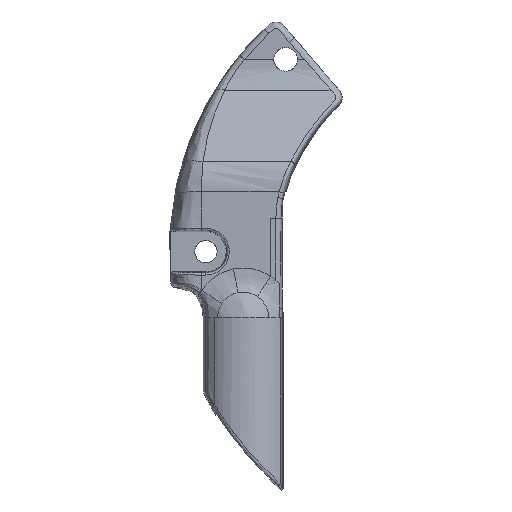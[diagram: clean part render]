
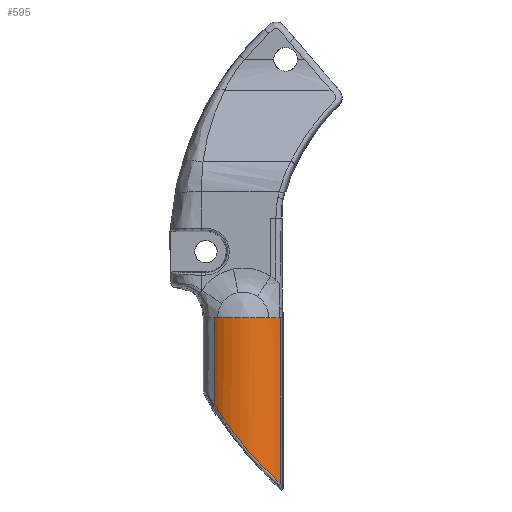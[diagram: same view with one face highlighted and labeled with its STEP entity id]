
A CAD part, top view. The second image highlights one B-rep face of the part: STEP entity #595.
In plain terms, the highlighted cylindrical face has radius 7.483 mm (diameter 14.966 mm), a partial arc.
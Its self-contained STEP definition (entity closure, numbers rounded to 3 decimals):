
#405 = CARTESIAN_POINT ( 'NONE',  ( -9.182, -15.526, 9.114 ) ) ;
#424 = CARTESIAN_POINT ( 'NONE',  ( 1.058, -6.495, 7.939 ) ) ;
#492 = VERTEX_POINT ( 'NONE', #10698 ) ;
#595 = ADVANCED_FACE ( 'NONE', ( #10623 ), #7163, .T. ) ;
#647 = VERTEX_POINT ( 'NONE', #10007 ) ;
#863 = CARTESIAN_POINT ( 'NONE',  ( 1.094, -30.239, 7.894 ) ) ;
#1190 = CARTESIAN_POINT ( 'NONE',  ( 0.984, -6.497, 8.023 ) ) ;
#1262 = EDGE_CURVE ( 'NONE', #8192, #5000, #14211, .T. ) ;
#1264 = CARTESIAN_POINT ( 'NONE',  ( -0.554, -6.495, 9.38 ) ) ;
#1329 = CARTESIAN_POINT ( 'NONE',  ( -2.098, -6.495, 10.201 ) ) ;
#1480 = CARTESIAN_POINT ( 'NONE',  ( -8.667, -6.497, 9.47 ) ) ;
#1621 = CARTESIAN_POINT ( 'NONE',  ( -8.839, -20.585, 9.372 ) ) ;
#1927 = CARTESIAN_POINT ( 'NONE',  ( 1.093, -10.812, 7.894 ) ) ;
#2067 = B_SPLINE_CURVE_WITH_KNOTS ( 'NONE', 3,
 ( #5909, #6207, #424, #8405 ),
 .UNSPECIFIED., .F., .F.,
 ( 4, 4 ),
 ( 0., 1. ),
 .UNSPECIFIED. ) ;
#2405 = AXIS2_PLACEMENT_3D ( 'NONE', #12914, #2663, #7377 ) ;
#2406 = CARTESIAN_POINT ( 'NONE',  ( -0.698, -6.495, 9.47 ) ) ;
#2482 = CARTESIAN_POINT ( 'NONE',  ( 0.61, -6.496, 8.457 ) ) ;
#2620 = CARTESIAN_POINT ( 'NONE',  ( -8.488, -21.139, 9.592 ) ) ;
#2663 = DIRECTION ( 'NONE',  ( 0., 1., 0. ) ) ;
#2756 = CARTESIAN_POINT ( 'NONE',  ( -9.183, -20.041, 9.114 ) ) ;
#2957 = EDGE_CURVE ( 'NONE', #9213, #647, #13060, .T. ) ;
#3922 = VERTEX_POINT ( 'NONE', #9160 ) ;
#4023 = CARTESIAN_POINT ( 'NONE',  ( -9.182, -6.497, 9.115 ) ) ;
#4348 = CARTESIAN_POINT ( 'NONE',  ( 1.093, -7.574, 7.893 ) ) ;
#4828 = CARTESIAN_POINT ( 'NONE',  ( -1.362, -6.495, 9.888 ) ) ;
#4829 = EDGE_CURVE ( 'NONE', #492, #3922, #5964, .T. ) ;
#5000 = VERTEX_POINT ( 'NONE', #13762 ) ;
#5043 = CARTESIAN_POINT ( 'NONE',  ( -5.793, -6.496, 10.571 ) ) ;
#5492 = CARTESIAN_POINT ( 'NONE',  ( 1.093, -28.081, 7.894 ) ) ;
#5909 = CARTESIAN_POINT ( 'NONE',  ( 0.984, -6.497, 8.023 ) ) ;
#5964 = B_SPLINE_CURVE_WITH_KNOTS ( 'NONE', 3,
 ( #1480, #10503, #11735, #11955, #5043, #14234, #13020, #1329, #4828, #9442 ),
 .UNSPECIFIED., .F., .F.,
 ( 4, 2, 2, 2, 4 ),
 ( 0., 0.25, 0.5, 0.75, 1. ),
 .UNSPECIFIED. ) ;
#6037 = EDGE_CURVE ( 'NONE', #3922, #11141, #6549, .T. ) ;
#6186 = CARTESIAN_POINT ( 'NONE',  ( -9.182, -11.011, 9.114 ) ) ;
#6207 = CARTESIAN_POINT ( 'NONE',  ( 1.02, -6.496, 7.98 ) ) ;
#6413 = CARTESIAN_POINT ( 'NONE',  ( 1.093, -8.653, 7.894 ) ) ;
#6488 = CARTESIAN_POINT ( 'NONE',  ( 1.093, -21.605, 7.894 ) ) ;
#6549 = B_SPLINE_CURVE_WITH_KNOTS ( 'NONE', 3,
 ( #2406, #1264, #11817, #7048, #2482, #1190 ),
 .UNSPECIFIED., .F., .F.,
 ( 4, 2, 4 ),
 ( 0., 0.5, 1. ),
 .UNSPECIFIED. ) ;
#6600 = ORIENTED_EDGE ( 'NONE', *, *, #4829, .F. ) ;
#6675 = CARTESIAN_POINT ( 'NONE',  ( -9.182, -6.497, 9.115 ) ) ;
#6750 = CARTESIAN_POINT ( 'NONE',  ( -9.015, -6.497, 9.24 ) ) ;
#7048 = CARTESIAN_POINT ( 'NONE',  ( 0.255, -6.495, 8.771 ) ) ;
#7163 = CYLINDRICAL_SURFACE ( 'NONE', #2405, 7.483 ) ;
#7190 = CARTESIAN_POINT ( 'NONE',  ( 1.092, -32.399, 7.895 ) ) ;
#7254 = CARTESIAN_POINT ( 'NONE',  ( -9.182, -6.497, 9.115 ) ) ;
#7377 = DIRECTION ( 'NONE',  ( 1., 0., 0. ) ) ;
#7403 = CARTESIAN_POINT ( 'NONE',  ( -6.574, -23.916, 10.388 ) ) ;
#7579 = EDGE_CURVE ( 'NONE', #492, #9213, #12193, .T. ) ;
#7815 = CARTESIAN_POINT ( 'NONE',  ( -8.667, -6.497, 9.47 ) ) ;
#8192 = VERTEX_POINT ( 'NONE', #14508 ) ;
#8392 = CARTESIAN_POINT ( 'NONE',  ( -5.29, -25.593, 10.603 ) ) ;
#8405 = CARTESIAN_POINT ( 'NONE',  ( 1.093, -6.494, 7.895 ) ) ;
#8426 = EDGE_CURVE ( 'NONE', #11141, #8192, #2067, .T. ) ;
#8467 = CARTESIAN_POINT ( 'NONE',  ( -0.535, -30.921, 9.802 ) ) ;
#9160 = CARTESIAN_POINT ( 'NONE',  ( -0.698, -6.495, 9.47 ) ) ;
#9213 = VERTEX_POINT ( 'NONE', #4023 ) ;
#9349 = CARTESIAN_POINT ( 'NONE',  ( 0.984, -6.497, 8.023 ) ) ;
#9442 = CARTESIAN_POINT ( 'NONE',  ( -0.698, -6.495, 9.47 ) ) ;
#9821 = ORIENTED_EDGE ( 'NONE', *, *, #7579, .T. ) ;
#10007 = CARTESIAN_POINT ( 'NONE',  ( -9.183, -20.041, 9.114 ) ) ;
#10491 = ORIENTED_EDGE ( 'NONE', *, *, #8426, .F. ) ;
#10503 = CARTESIAN_POINT ( 'NONE',  ( -8.207, -6.497, 9.759 ) ) ;
#10591 = ORIENTED_EDGE ( 'NONE', *, *, #11757, .F. ) ;
#10623 = FACE_OUTER_BOUND ( 'NONE', #13896, .T. ) ;
#10653 = CARTESIAN_POINT ( 'NONE',  ( -9.183, -20.041, 9.114 ) ) ;
#10698 = CARTESIAN_POINT ( 'NONE',  ( -8.667, -6.497, 9.47 ) ) ;
#10951 = CARTESIAN_POINT ( 'NONE',  ( -2.536, -28.882, 10.54 ) ) ;
#11136 = B_SPLINE_CURVE_WITH_KNOTS ( 'NONE', 3,
 ( #7190, #8467, #10951, #13233, #8392, #13018, #7403, #14158, #12018, #2620, #1621, #10653 ),
 .UNSPECIFIED., .F., .F.,
 ( 4, 2, 2, 2, 2, 4 ),
 ( 0., 0.5, 0.625, 0.75, 0.875, 1. ),
 .UNSPECIFIED. ) ;
#11141 = VERTEX_POINT ( 'NONE', #9349 ) ;
#11735 = CARTESIAN_POINT ( 'NONE',  ( -7.674, -6.497, 10.024 ) ) ;
#11757 = EDGE_CURVE ( 'NONE', #5000, #647, #11136, .T. ) ;
#11817 = CARTESIAN_POINT ( 'NONE',  ( -0.326, -6.495, 9.231 ) ) ;
#11955 = CARTESIAN_POINT ( 'NONE',  ( -6.468, -6.496, 10.43 ) ) ;
#12018 = CARTESIAN_POINT ( 'NONE',  ( -7.756, -22.249, 9.971 ) ) ;
#12121 = ORIENTED_EDGE ( 'NONE', *, *, #1262, .F. ) ;
#12193 = B_SPLINE_CURVE_WITH_KNOTS ( 'NONE', 3,
 ( #7815, #12503, #6750, #6675 ),
 .UNSPECIFIED., .F., .F.,
 ( 4, 4 ),
 ( 0., 1. ),
 .UNSPECIFIED. ) ;
#12408 = ORIENTED_EDGE ( 'NONE', *, *, #2957, .T. ) ;
#12443 = ORIENTED_EDGE ( 'NONE', *, *, #6037, .F. ) ;
#12465 = CARTESIAN_POINT ( 'NONE',  ( 1.093, -17.288, 7.894 ) ) ;
#12503 = CARTESIAN_POINT ( 'NONE',  ( -8.843, -6.497, 9.359 ) ) ;
#12914 = CARTESIAN_POINT ( 'NONE',  ( -4.682, -19.735, 3.136 ) ) ;
#13018 = CARTESIAN_POINT ( 'NONE',  ( -6.157, -24.476, 10.484 ) ) ;
#13020 = CARTESIAN_POINT ( 'NONE',  ( -3.597, -6.496, 10.58 ) ) ;
#13060 = B_SPLINE_CURVE_WITH_KNOTS ( 'NONE', 3,
 ( #7254, #6186, #405, #2756 ),
 .UNSPECIFIED., .F., .F.,
 ( 4, 4 ),
 ( 0., 1. ),
 .UNSPECIFIED. ) ;
#13233 = CARTESIAN_POINT ( 'NONE',  ( -4.839, -26.149, 10.627 ) ) ;
#13466 = CARTESIAN_POINT ( 'NONE',  ( 1.093, -23.764, 7.894 ) ) ;
#13611 = CARTESIAN_POINT ( 'NONE',  ( 1.093, -15.129, 7.894 ) ) ;
#13762 = CARTESIAN_POINT ( 'NONE',  ( 1.092, -32.399, 7.895 ) ) ;
#13896 = EDGE_LOOP ( 'NONE', ( #12121, #10491, #12443, #6600, #9821, #12408, #10591 ) ) ;
#14158 = CARTESIAN_POINT ( 'NONE',  ( -7.373, -22.803, 10.131 ) ) ;
#14211 = B_SPLINE_CURVE_WITH_KNOTS ( 'NONE', 3,
 ( #14529, #4348, #6413, #1927, #14831, #13611, #12465, #6488, #13466, #5492, #863, #14681 ),
 .UNSPECIFIED., .F., .F.,
 ( 4, 2, 2, 2, 2, 4 ),
 ( 0., 0.125, 0.25, 0.5, 0.75, 1. ),
 .UNSPECIFIED. ) ;
#14234 = CARTESIAN_POINT ( 'NONE',  ( -4.357, -6.496, 10.646 ) ) ;
#14508 = CARTESIAN_POINT ( 'NONE',  ( 1.093, -6.494, 7.895 ) ) ;
#14529 = CARTESIAN_POINT ( 'NONE',  ( 1.093, -6.494, 7.895 ) ) ;
#14681 = CARTESIAN_POINT ( 'NONE',  ( 1.092, -32.399, 7.895 ) ) ;
#14831 = CARTESIAN_POINT ( 'NONE',  ( 1.093, -11.891, 7.894 ) ) ;
